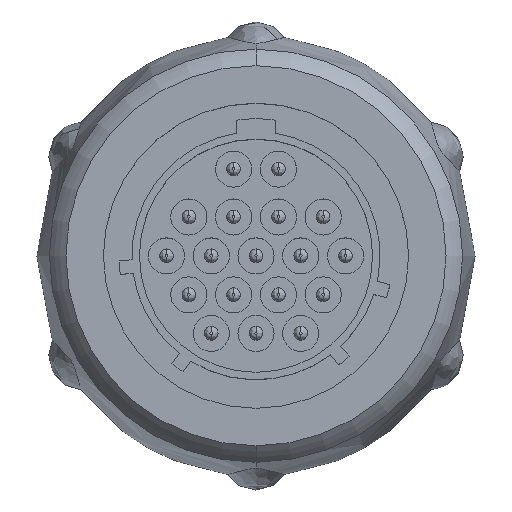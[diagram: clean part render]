
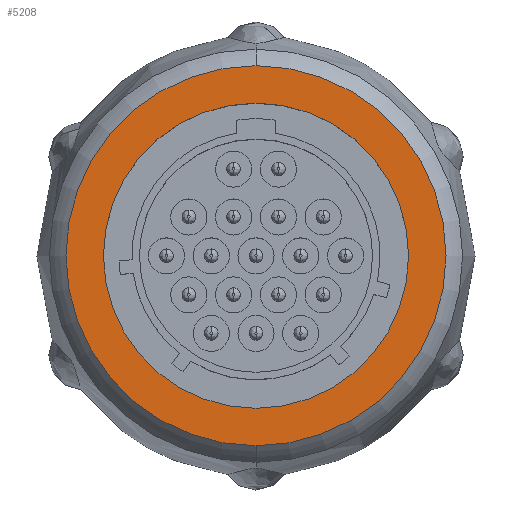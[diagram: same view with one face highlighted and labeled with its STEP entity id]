
A CAD part, top view. The second image highlights one B-rep face of the part: STEP entity #5208.
In plain terms, the highlighted planar face has unit normal (0, 0, 1).
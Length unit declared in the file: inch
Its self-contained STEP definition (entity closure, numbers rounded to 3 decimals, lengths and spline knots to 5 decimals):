
#1315=CARTESIAN_POINT('',(0.,0.,0.94488));
#1316=DIRECTION('',(0.,0.,1.));
#1317=DIRECTION('',(0.,1.,0.));
#1318=AXIS2_PLACEMENT_3D('',#1315,#1316,#1317);
#1320=CARTESIAN_POINT('',(0.,0.,0.94488));
#1321=DIRECTION('',(0.,0.,-1.));
#1322=DIRECTION('',(0.,1.,0.));
#1323=AXIS2_PLACEMENT_3D('',#1320,#1321,#1322);
#1325=CARTESIAN_POINT('',(0.,0.,0.94488));
#1326=DIRECTION('',(0.,0.,-1.));
#1327=DIRECTION('',(0.,1.,0.));
#1328=AXIS2_PLACEMENT_3D('',#1325,#1326,#1327);
#1338=CARTESIAN_POINT('',(0.,0.,0.94488));
#1339=DIRECTION('',(0.,0.,1.));
#1340=DIRECTION('',(0.,1.,0.));
#1341=AXIS2_PLACEMENT_3D('',#1338,#1339,#1340);
#3924=CARTESIAN_POINT('',(0.,0.55145,0.94488));
#3926=VERTEX_POINT('',#3924);
#3927=CARTESIAN_POINT('',(0.,0.44272,0.94488));
#3929=VERTEX_POINT('',#3927);
#3940=CARTESIAN_POINT('',(0.,-0.55145,0.94488));
#3942=VERTEX_POINT('',#3940);
#3943=CARTESIAN_POINT('',(0.,-0.44272,0.94488));
#3945=VERTEX_POINT('',#3943);
#5193=CARTESIAN_POINT('',(0.,0.,0.94488));
#5194=DIRECTION('',(0.,0.,-1.));
#5195=DIRECTION('',(0.,-1.,0.));
#5196=AXIS2_PLACEMENT_3D('',#5193,#5194,#5195);
#5197=PLANE('',#5196);
#5198=ORIENTED_EDGE('',*,*,#5186,.F.);
#5199=ORIENTED_EDGE('',*,*,#5175,.T.);
#5200=EDGE_LOOP('',(#5198,#5199));
#5201=FACE_OUTER_BOUND('',#5200,.F.);
#5203=ORIENTED_EDGE('',*,*,#5202,.F.);
#5205=ORIENTED_EDGE('',*,*,#5204,.T.);
#5206=EDGE_LOOP('',(#5203,#5205));
#5207=FACE_BOUND('',#5206,.F.);
#5208=ADVANCED_FACE('',(#5201,#5207),#5197,.F.);
#1319=CIRCLE('',#1318,0.55145);
#1324=CIRCLE('',#1323,0.55145);
#1329=CIRCLE('',#1328,0.44272);
#1342=CIRCLE('',#1341,0.44272);
#5175=EDGE_CURVE('',#3926,#3942,#1324,.T.);
#5186=EDGE_CURVE('',#3926,#3942,#1319,.T.);
#5202=EDGE_CURVE('',#3929,#3945,#1329,.T.);
#5204=EDGE_CURVE('',#3929,#3945,#1342,.T.);
